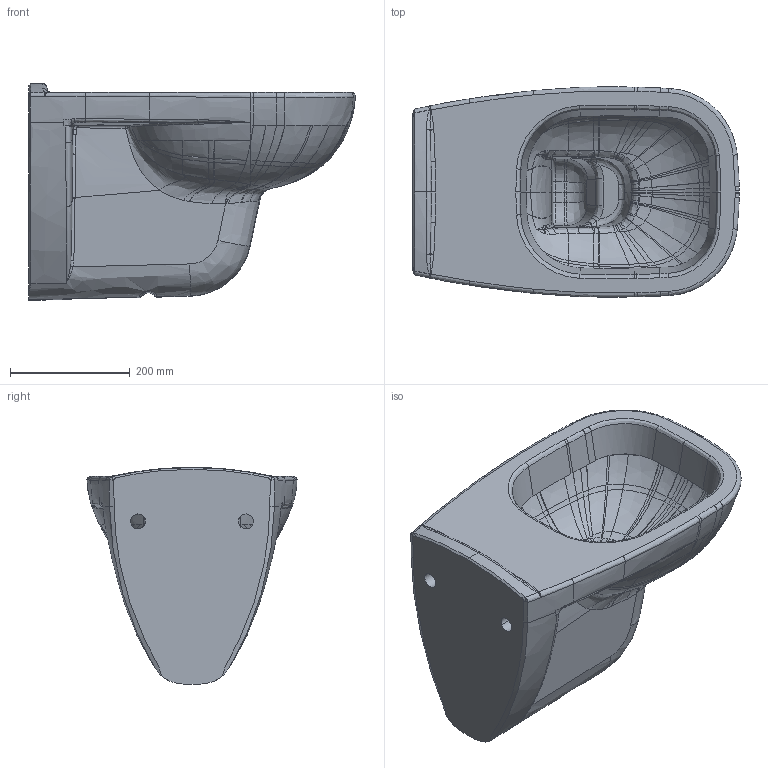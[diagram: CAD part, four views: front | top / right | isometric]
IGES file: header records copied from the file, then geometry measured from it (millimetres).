
Global section: file name: No Iges File Name specified; native system: Autodesk Inventor 2011; preprocessor: AutoDesk Inventor Iges Exporter R2011; author: Administrator; date: 20151221.165942; units: millimetre
Bounding box: 544.81 x 350.77 x 362 mm (x, y, z)
Volume: 18035733.1 mm3; surface area: 884398.4 mm2
Topology: 1 solids, 1 shells, 817 faces, 1947 edges, 1089 vertices
Faces by surface type: bspline 767, plane 24, revolution 17, cone 6, cylinder 3
